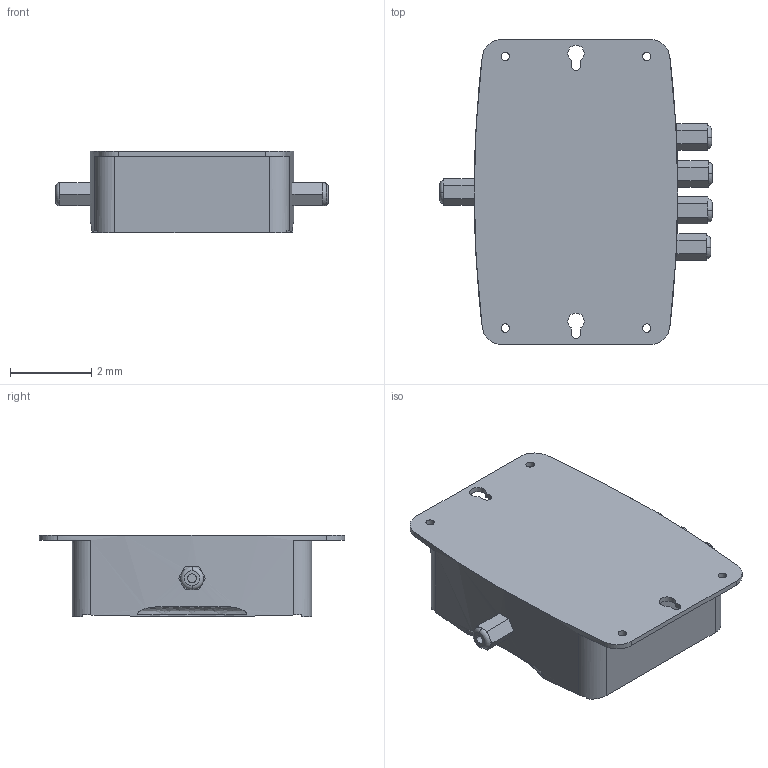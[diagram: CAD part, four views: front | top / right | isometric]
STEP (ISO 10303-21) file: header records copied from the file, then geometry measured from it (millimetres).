
FILE_DESCRIPTION((''),'2;1');
FILE_NAME('FI1173-D.stp','2016-04-04T08:32:50',(''),(''),'Mechanical Desktop 2009','Mechanical Desktop 2009',', , ');
FILE_SCHEMA(('CONFIG_CONTROL_DESIGN'));
Length unit declared in the file: millimetre
Products named in the file (3): FI1173-D; PART1; PART2
Assembly tree (6 placements, depth 2):
  FI1173-D
    PART1
    PART2  x5
Bounding box: 6.7 x 7.5 x 2 mm (x, y, z)
Volume: 53.8 mm3; surface area: 143 mm2
Topology: 6 solids, 6 shells, 172 faces, 424 edges, 274 vertices
Faces by surface type: plane 104, cylinder 56, torus 10, bspline 2
Entity records: 3303 total; most frequent: CARTESIAN_POINT 929, DIRECTION 470, ORIENTED_EDGE 464, EDGE_CURVE 232, AXIS2_PLACEMENT_3D 177, VERTEX_POINT 154, VECTOR 116, LINE 116
